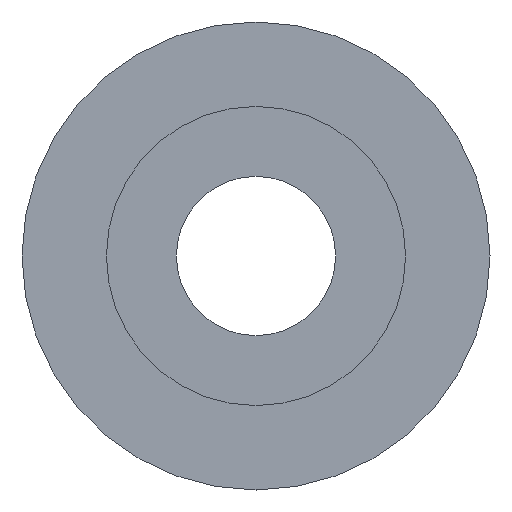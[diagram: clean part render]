
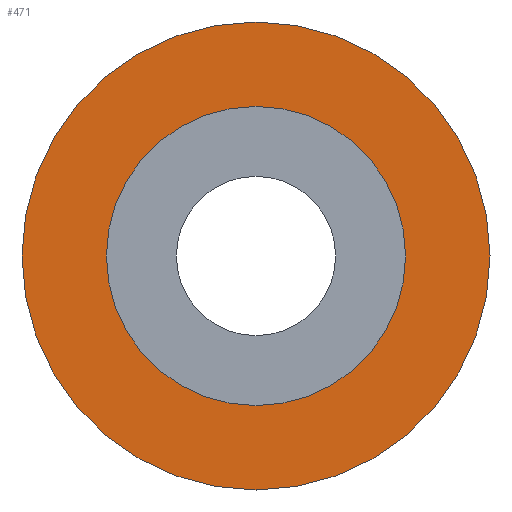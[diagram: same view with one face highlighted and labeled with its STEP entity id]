
A CAD part, front view. The second image highlights one B-rep face of the part: STEP entity #471.
In plain terms, the highlighted planar face has unit normal (0, -1, 0).
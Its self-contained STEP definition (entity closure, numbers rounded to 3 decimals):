
#15 = DIRECTION ( 'NONE',  ( 0., 1., 0. ) ) ;
#20 = ORIENTED_EDGE ( 'NONE', *, *, #224, .T. ) ;
#27 = ORIENTED_EDGE ( 'NONE', *, *, #304, .F. ) ;
#38 = DIRECTION ( 'NONE',  ( -1., 0., 0. ) ) ;
#46 = CIRCLE ( 'NONE', #161, 10.15 ) ;
#49 = CIRCLE ( 'NONE', #578, 15.875 ) ;
#53 = CARTESIAN_POINT ( 'NONE',  ( 15.875, 0., 0. ) ) ;
#66 = FACE_BOUND ( 'NONE', #80, .T. ) ;
#75 = EDGE_CURVE ( 'NONE', #163, #397, #49, .T. ) ;
#76 = CARTESIAN_POINT ( 'NONE',  ( 15.875, 0., 0. ) ) ;
#80 = EDGE_LOOP ( 'NONE', ( #20, #127 ) ) ;
#100 = CIRCLE ( 'NONE', #560, 15.875 ) ;
#101 = DIRECTION ( 'NONE',  ( -1., 0., 0. ) ) ;
#105 = CARTESIAN_POINT ( 'NONE',  ( 0., 0., 0. ) ) ;
#127 = ORIENTED_EDGE ( 'NONE', *, *, #550, .T. ) ;
#161 = AXIS2_PLACEMENT_3D ( 'NONE', #105, #492, #101 ) ;
#163 = VERTEX_POINT ( 'NONE', #233 ) ;
#224 = EDGE_CURVE ( 'NONE', #559, #300, #589, .T. ) ;
#229 = CARTESIAN_POINT ( 'NONE',  ( 0., 0., 0. ) ) ;
#233 = CARTESIAN_POINT ( 'NONE',  ( -15.875, 0., 0. ) ) ;
#246 = CARTESIAN_POINT ( 'NONE',  ( 0., 0., 0. ) ) ;
#298 = DIRECTION ( 'NONE',  ( -1., 0., 0. ) ) ;
#300 = VERTEX_POINT ( 'NONE', #307 ) ;
#304 = EDGE_CURVE ( 'NONE', #397, #163, #100, .T. ) ;
#307 = CARTESIAN_POINT ( 'NONE',  ( 10.15, 0., 0. ) ) ;
#316 = DIRECTION ( 'NONE',  ( 0., 1., 0. ) ) ;
#323 = AXIS2_PLACEMENT_3D ( 'NONE', #246, #443, #491 ) ;
#359 = CARTESIAN_POINT ( 'NONE',  ( 0., 0., 0. ) ) ;
#378 = ORIENTED_EDGE ( 'NONE', *, *, #75, .F. ) ;
#397 = VERTEX_POINT ( 'NONE', #76 ) ;
#399 = CARTESIAN_POINT ( 'NONE',  ( -10.15, 0., 0. ) ) ;
#420 = EDGE_LOOP ( 'NONE', ( #378, #27 ) ) ;
#443 = DIRECTION ( 'NONE',  ( 0., 1., 0. ) ) ;
#471 = ADVANCED_FACE ( 'NONE', ( #617, #66 ), #607, .F. ) ;
#491 = DIRECTION ( 'NONE',  ( -1., 0., 0. ) ) ;
#492 = DIRECTION ( 'NONE',  ( 0., 1., 0. ) ) ;
#550 = EDGE_CURVE ( 'NONE', #300, #559, #46, .T. ) ;
#559 = VERTEX_POINT ( 'NONE', #399 ) ;
#560 = AXIS2_PLACEMENT_3D ( 'NONE', #359, #316, #603 ) ;
#575 = DIRECTION ( 'NONE',  ( 0., 1., 0. ) ) ;
#578 = AXIS2_PLACEMENT_3D ( 'NONE', #229, #575, #38 ) ;
#589 = CIRCLE ( 'NONE', #323, 10.15 ) ;
#603 = DIRECTION ( 'NONE',  ( -1., 0., 0. ) ) ;
#607 = PLANE ( 'NONE',  #616 ) ;
#616 = AXIS2_PLACEMENT_3D ( 'NONE', #53, #15, #298 ) ;
#617 = FACE_OUTER_BOUND ( 'NONE', #420, .T. ) ;
